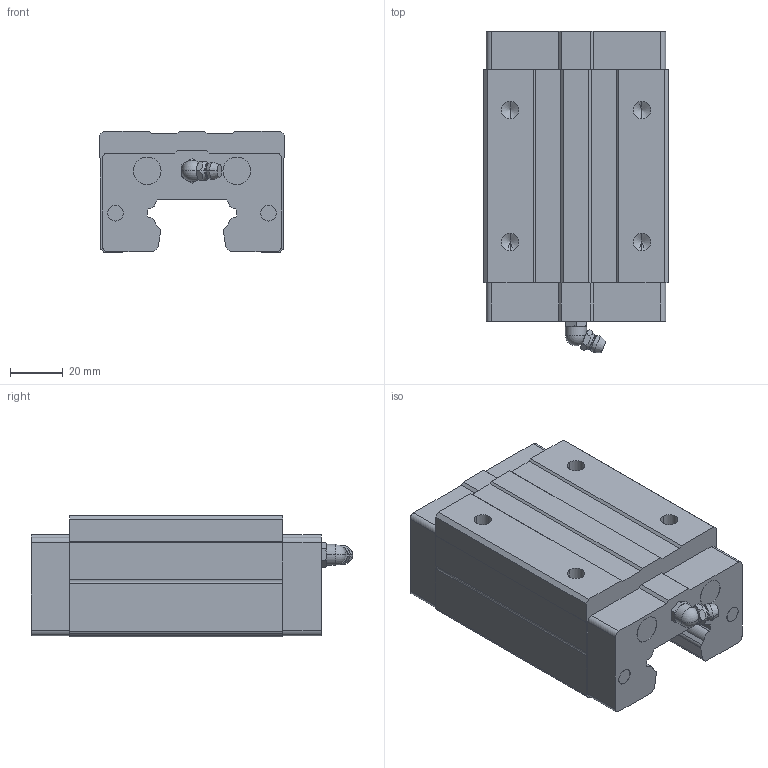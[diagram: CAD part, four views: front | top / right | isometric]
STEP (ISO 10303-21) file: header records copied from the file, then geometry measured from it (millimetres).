
FILE_DESCRIPTION (( 'STEP AP203' ), '1' );
FILE_NAME ('H35RSSG0.step', '2021-02-18T17:49:22', ( '' ), ( '' ), 'SwSTEP 2.0', 'SolidWorks 2019', '' );
FILE_SCHEMA (( 'CONFIG_CONTROL_DESIGN' ));
Length unit declared in the file: millimetre
Products named in the file (1): H35RSSG0
Bounding box: 70 x 122 x 46 mm (x, y, z)
Volume: 268413.7 mm3; surface area: 36789.5 mm2
Topology: 2 solids, 2 shells, 170 faces, 436 edges, 276 vertices
Faces by surface type: plane 85, cylinder 55, cone 20, torus 6, bspline 2, sphere 2
Entity records: 5709 total; most frequent: CARTESIAN_POINT 1513, DIRECTION 872, ORIENTED_EDGE 848, EDGE_CURVE 424, AXIS2_PLACEMENT_3D 307, VERTEX_POINT 274, LINE 258, VECTOR 258
